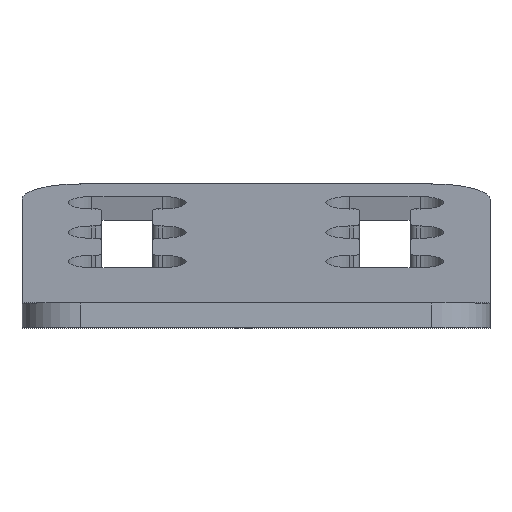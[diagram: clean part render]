
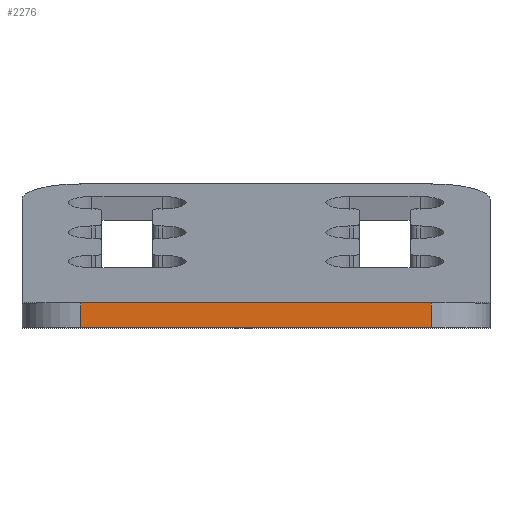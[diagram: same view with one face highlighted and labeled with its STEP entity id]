
A CAD part, top view. The second image highlights one B-rep face of the part: STEP entity #2276.
In plain terms, the highlighted planar face has unit normal (0, 0, 1).
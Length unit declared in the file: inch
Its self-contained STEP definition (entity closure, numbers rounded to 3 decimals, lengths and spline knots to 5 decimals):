
#601=DIRECTION('',(1.,0.,0.));
#602=VECTOR('',#601,1.5);
#603=CARTESIAN_POINT('',(-0.75,0.,1.25));
#604=LINE('',#603,#602);
#758=DIRECTION('',(0.,-1.,0.));
#759=VECTOR('',#758,0.105);
#760=CARTESIAN_POINT('',(0.75,0.105,1.25));
#761=LINE('',#760,#759);
#767=DIRECTION('',(1.,0.,0.));
#768=VECTOR('',#767,1.5);
#769=CARTESIAN_POINT('',(-0.75,0.105,1.25));
#770=LINE('',#769,#768);
#780=DIRECTION('',(0.,1.,0.));
#781=VECTOR('',#780,0.105);
#782=CARTESIAN_POINT('',(-0.75,0.,1.25));
#783=LINE('',#782,#781);
#1441=CARTESIAN_POINT('',(0.75,0.,1.25));
#1442=VERTEX_POINT('',#1441);
#1443=CARTESIAN_POINT('',(0.75,0.105,1.25));
#1444=VERTEX_POINT('',#1443);
#1449=CARTESIAN_POINT('',(-0.75,0.105,1.25));
#1450=VERTEX_POINT('',#1449);
#1451=CARTESIAN_POINT('',(-0.75,0.,1.25));
#1452=VERTEX_POINT('',#1451);
#2264=CARTESIAN_POINT('',(-1.,0.105,1.25));
#2265=DIRECTION('',(0.,0.,1.));
#2266=DIRECTION('',(0.,-1.,0.));
#2267=AXIS2_PLACEMENT_3D('',#2264,#2265,#2266);
#2268=PLANE('',#2267);
#2269=ORIENTED_EDGE('',*,*,#2258,.T.);
#2270=ORIENTED_EDGE('',*,*,#2178,.F.);
#2272=ORIENTED_EDGE('',*,*,#2271,.T.);
#2273=ORIENTED_EDGE('',*,*,#1884,.T.);
#2274=EDGE_LOOP('',(#2269,#2270,#2272,#2273));
#2275=FACE_OUTER_BOUND('',#2274,.F.);
#2276=ADVANCED_FACE('',(#2275),#2268,.T.);
#1884=EDGE_CURVE('',#1450,#1444,#770,.T.);
#2178=EDGE_CURVE('',#1452,#1442,#604,.T.);
#2258=EDGE_CURVE('',#1444,#1442,#761,.T.);
#2271=EDGE_CURVE('',#1452,#1450,#783,.T.);
